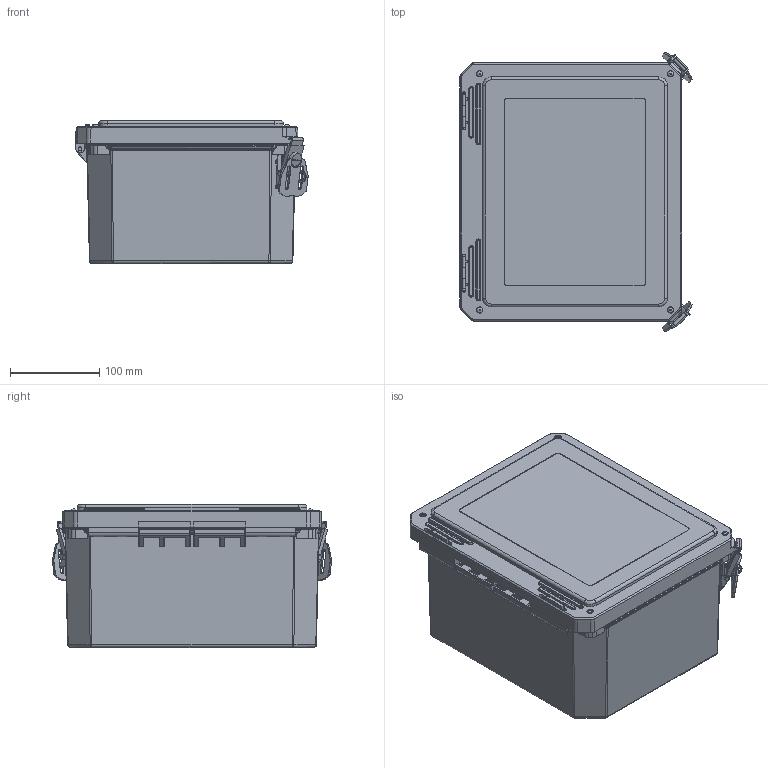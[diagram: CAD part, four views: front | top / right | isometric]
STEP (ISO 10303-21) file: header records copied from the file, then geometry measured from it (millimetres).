
FILE_DESCRIPTION(/* description */ (''),/* implementation_level */ '2;1');
FILE_NAME(/* name */ 'HW-100806CHTLW.stp',/* time_stamp */ '2016-08-23T07:26:18-05:00',/* author */ ('pmescher'),/* organization */ (''),/* preprocessor_version */ 'ST-DEVELOPER v16.5',/* originating_system */ 'Autodesk Inventor 2017',/* authorisation */ '');
FILE_SCHEMA (('AUTOMOTIVE_DESIGN { 1 0 10303 214 3 1 1 }'));
Products named in the file (16): DSW100806HLL_STP; DS100806BOX; BRASS INSERT-(_1; BRASS INSERT-(_2; DSW100806CVR; GA1008; BRASS INSERT-(_3; DS COVER  BUSH; DS100806A; LOCKWT; part2; AT40007; part1; hinge; part3; RMHINGAT40006-03
Assembly tree (29 placements, depth 3):
  DSW100806HLL_STP
    DS100806BOX
    BRASS INSERT-(_1  x4
    BRASS INSERT-(_2  x4
    DSW100806CVR
    GA1008
    BRASS INSERT-(_3  x4
    DS COVER  BUSH  x4
    DS100806A
    LOCKWT  x2
      part2
      AT40007
      part1
      hinge
      part3
    RMHINGAT40006-03  x2
Bounding box: 260.46 x 313.14 x 160.33 mm (x, y, z)
Volume: 1265564.7 mm3; surface area: 670818.3 mm2
Topology: 32 solids, 32 shells, 2270 faces, 5558 edges, 3294 vertices
Faces by surface type: cylinder 896, plane 762, bspline 362, torus 174, cone 48, sphere 28
Full cylindrical faces by diameter (mm): 1.267 x4, 1.27 x2, 2.489 x4, 3.429 x4, 3.48 x4, 3.81 x4, 3.861 x8, 3.962 x12, 5.08 x4, 5.3 x4, 5.563 x2, 5.766 x2, 6.248 x12, 6.401 x4, 6.426 x4, 7.938 x2, 9.22 x2, 11.049 x2, 15.24 x2
Entity records: 78616 total; most frequent: CARTESIAN_POINT 31296, DIRECTION 10080, ORIENTED_EDGE 9624, EDGE_CURVE 4810, AXIS2_PLACEMENT_3D 3891, VERTEX_POINT 2913, LINE 2298, VECTOR 2298
